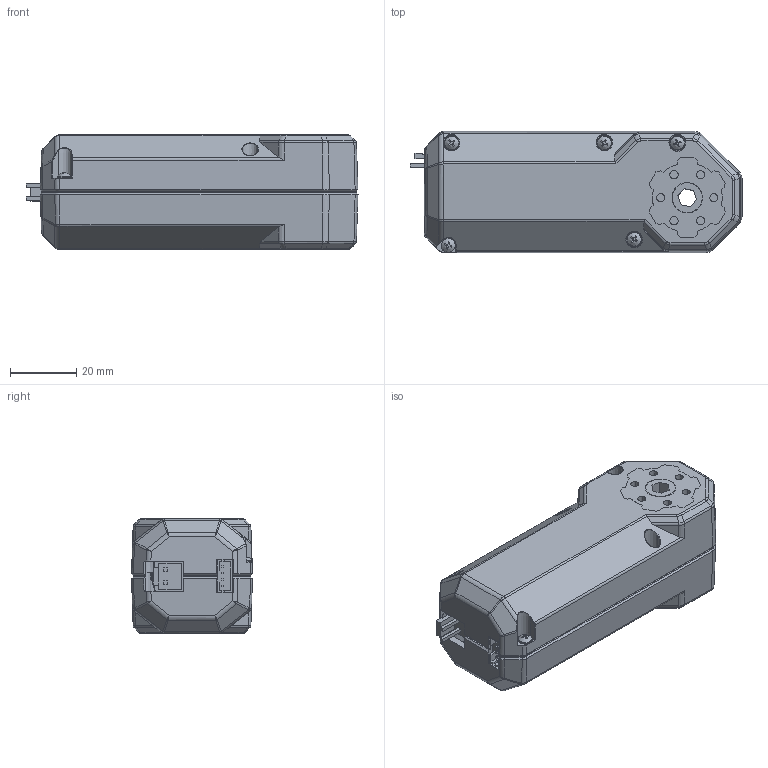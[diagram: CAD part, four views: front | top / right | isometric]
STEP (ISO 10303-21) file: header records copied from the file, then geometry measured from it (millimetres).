
FILE_DESCRIPTION (( 'STEP AP214' ), '1' );
FILE_NAME ('REV-41-1300.STEP', '2017-04-01T01:32:37', ( '' ), ( '' ), 'SwSTEP 2.0', 'SolidWorks 2016', '' );
FILE_SCHEMA (( 'AUTOMOTIVE_DESIGN' ));
Length unit declared in the file: millimetre
Products named in the file (1): REV-41-1300
Bounding box: 100 x 36.47 x 34.6 mm (x, y, z)
Surface area: 39121.6 mm2 (no closed solid volume)
Topology: 0 solids, 13 shells, 1773 faces, 4965 edges, 3172 vertices
Faces by surface type: plane 711, cylinder 614, cone 237, bspline 201, torus 10
Entity records: 111785 total; most frequent: CARTESIAN_POINT 50695, ORIENTED_EDGE 9734, DIRECTION 6913, EDGE_CURVE 4902, VERTEX_POINT 3157, LINE 2567, VECTOR 2567, AXIS2_PLACEMENT_3D 2173
